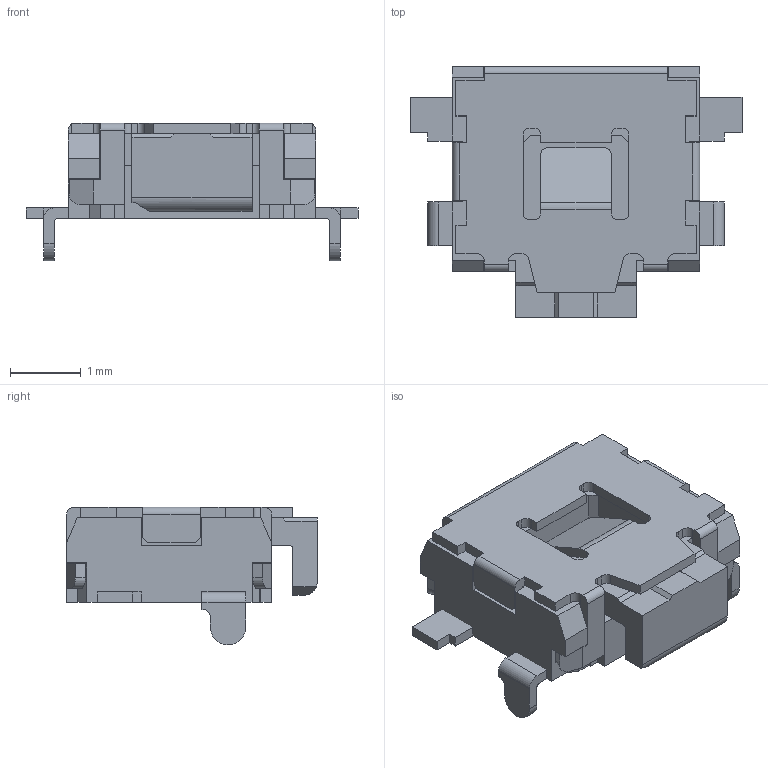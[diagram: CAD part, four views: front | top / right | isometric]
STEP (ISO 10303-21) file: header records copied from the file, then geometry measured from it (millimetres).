
FILE_DESCRIPTION (( 'STEP AP214' ), '1' );
FILE_NAME ('EVQ-9P701P.STEP', '2022-04-08T19:21:11', ( '' ), ( '' ), 'SwSTEP 2.0', 'SolidWorks 2018', '' );
FILE_SCHEMA (( 'AUTOMOTIVE_DESIGN' ));
Length unit declared in the file: millimetre
Products named in the file (1): EVQ-9P701P
Bounding box: 4.7 x 3.55 x 1.95 mm (x, y, z)
Volume: 13 mm3; surface area: 80.6 mm2
Topology: 6 solids, 6 shells, 339 faces, 956 edges, 634 vertices
Faces by surface type: plane 290, cylinder 49
Entity records: 14607 total; most frequent: CARTESIAN_POINT 1939, ORIENTED_EDGE 1912, DIRECTION 1729, EDGE_CURVE 956, VECTOR 857, LINE 857, VERTEX_POINT 634, AXIS2_PLACEMENT_3D 436
